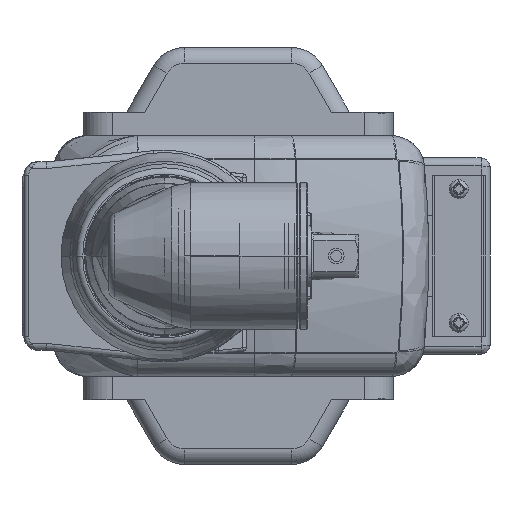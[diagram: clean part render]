
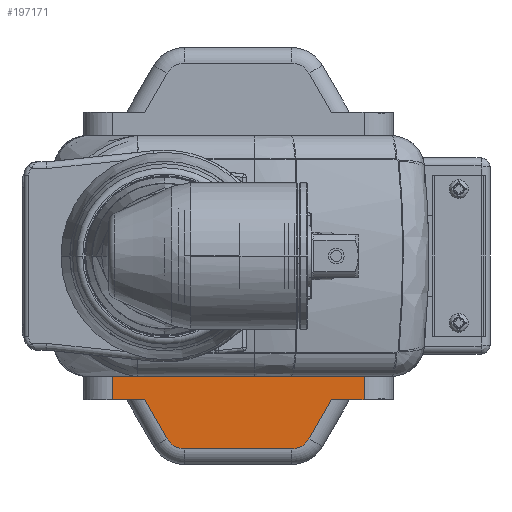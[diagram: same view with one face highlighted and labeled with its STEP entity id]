
A CAD part, left-side view. The second image highlights one B-rep face of the part: STEP entity #197171.
In plain terms, the highlighted planar face has unit normal (-1, 0, 0).
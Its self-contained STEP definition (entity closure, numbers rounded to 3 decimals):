
#149677=DIRECTION('',(0.,1.,0.));
#149678=VECTOR('',#149677,56.5);
#149679=CARTESIAN_POINT('',(348.65,-44.7,-26.75));
#149680=LINE('',#149679,#149678);
#149703=DIRECTION('',(0.,0.,1.));
#149704=VECTOR('',#149703,5.5);
#149705=CARTESIAN_POINT('',(348.65,11.8,-32.25));
#149706=LINE('',#149705,#149704);
#149711=DIRECTION('',(0.,-0.5,0.866));
#149712=VECTOR('',#149711,10.104);
#149713=CARTESIAN_POINT('',(348.65,-32.357,-41.));
#149714=LINE('',#149713,#149712);
#149715=CARTESIAN_POINT('',(348.65,-28.46,-38.75));
#149716=DIRECTION('',(-1.,0.,0.));
#149717=DIRECTION('',(0.,0.,-1.));
#149718=AXIS2_PLACEMENT_3D('',#149715,#149716,#149717);
#149720=DIRECTION('',(0.,-1.,0.));
#149721=VECTOR('',#149720,24.019);
#149722=CARTESIAN_POINT('',(348.65,-4.44,-43.25));
#149723=LINE('',#149722,#149721);
#149724=CARTESIAN_POINT('',(348.65,-4.44,-38.75));
#149725=DIRECTION('',(-1.,0.,0.));
#149726=DIRECTION('',(0.,0.866,-0.5));
#149727=AXIS2_PLACEMENT_3D('',#149724,#149725,#149726);
#149729=DIRECTION('',(0.,-0.5,-0.866));
#149730=VECTOR('',#149729,10.104);
#149731=CARTESIAN_POINT('',(348.65,4.509,-32.25));
#149732=LINE('',#149731,#149730);
#149737=DIRECTION('',(0.,0.,1.));
#149738=VECTOR('',#149737,5.5);
#149739=CARTESIAN_POINT('',(348.65,-44.7,-32.25));
#149740=LINE('',#149739,#149738);
#149776=DIRECTION('',(0.,-1.,0.));
#149777=VECTOR('',#149776,7.291);
#149778=CARTESIAN_POINT('',(348.65,11.8,-32.25));
#149779=LINE('',#149778,#149777);
#149958=DIRECTION('',(0.,-1.,0.));
#149959=VECTOR('',#149958,7.291);
#149960=CARTESIAN_POINT('',(348.65,-37.409,-32.25));
#149961=LINE('',#149960,#149959);
#187014=CARTESIAN_POINT('',(348.65,11.8,-32.25));
#187016=VERTEX_POINT('',#187014);
#187019=CARTESIAN_POINT('',(348.65,-44.7,-32.25));
#187021=VERTEX_POINT('',#187019);
#187066=CARTESIAN_POINT('',(348.65,-32.357,-41.));
#187067=CARTESIAN_POINT('',(348.65,-37.409,-32.25));
#187068=VERTEX_POINT('',#187066);
#187069=VERTEX_POINT('',#187067);
#187070=CARTESIAN_POINT('',(348.65,-28.46,-43.25));
#187071=VERTEX_POINT('',#187070);
#187074=CARTESIAN_POINT('',(348.65,-4.44,-43.25));
#187075=VERTEX_POINT('',#187074);
#187078=CARTESIAN_POINT('',(348.65,-0.543,-41.));
#187079=VERTEX_POINT('',#187078);
#187082=CARTESIAN_POINT('',(348.65,4.509,-32.25));
#187083=VERTEX_POINT('',#187082);
#187371=CARTESIAN_POINT('',(348.65,-44.7,-26.75));
#187372=CARTESIAN_POINT('',(348.65,11.8,-26.75));
#187373=VERTEX_POINT('',#187371);
#187374=VERTEX_POINT('',#187372);
#197146=CARTESIAN_POINT('',(348.65,-51.2,-26.75));
#197147=DIRECTION('',(-1.,0.,0.));
#197148=DIRECTION('',(0.,1.,0.));
#197149=AXIS2_PLACEMENT_3D('',#197146,#197147,#197148);
#197150=PLANE('',#197149);
#197151=ORIENTED_EDGE('',*,*,#197093,.F.);
#197153=ORIENTED_EDGE('',*,*,#197152,.F.);
#197155=ORIENTED_EDGE('',*,*,#197154,.F.);
#197157=ORIENTED_EDGE('',*,*,#197156,.F.);
#197159=ORIENTED_EDGE('',*,*,#197158,.F.);
#197161=ORIENTED_EDGE('',*,*,#197160,.F.);
#197163=ORIENTED_EDGE('',*,*,#197162,.F.);
#197165=ORIENTED_EDGE('',*,*,#197164,.F.);
#197167=ORIENTED_EDGE('',*,*,#197166,.F.);
#197168=ORIENTED_EDGE('',*,*,#197137,.T.);
#197169=EDGE_LOOP('',(#197151,#197153,#197155,#197157,#197159,#197161,#197163,
#197165,#197167,#197168));
#197170=FACE_OUTER_BOUND('',#197169,.F.);
#197171=ADVANCED_FACE('',(#197170),#197150,.T.);
#149719=CIRCLE('',#149718,4.5);
#149728=CIRCLE('',#149727,4.5);
#197093=EDGE_CURVE('',#187373,#187374,#149680,.T.);
#197137=EDGE_CURVE('',#187016,#187374,#149706,.T.);
#197152=EDGE_CURVE('',#187021,#187373,#149740,.T.);
#197154=EDGE_CURVE('',#187069,#187021,#149961,.T.);
#197156=EDGE_CURVE('',#187068,#187069,#149714,.T.);
#197158=EDGE_CURVE('',#187071,#187068,#149719,.T.);
#197160=EDGE_CURVE('',#187075,#187071,#149723,.T.);
#197162=EDGE_CURVE('',#187079,#187075,#149728,.T.);
#197164=EDGE_CURVE('',#187083,#187079,#149732,.T.);
#197166=EDGE_CURVE('',#187016,#187083,#149779,.T.);
